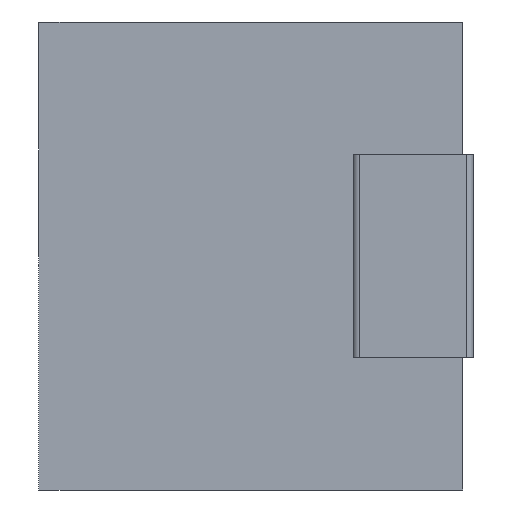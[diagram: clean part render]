
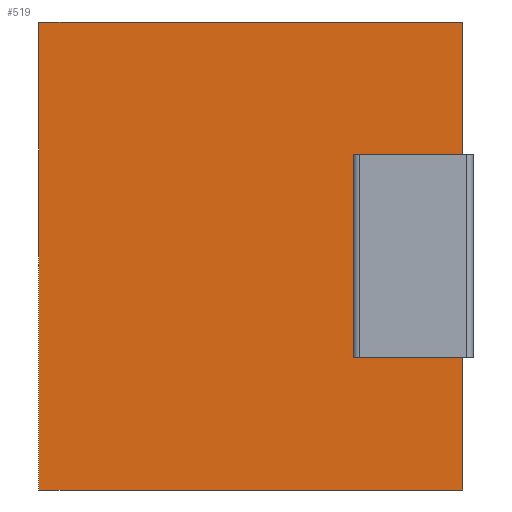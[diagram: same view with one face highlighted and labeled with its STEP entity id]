
A CAD part, left-side view. The second image highlights one B-rep face of the part: STEP entity #519.
In plain terms, the highlighted planar face has unit normal (-1, 0, 0).
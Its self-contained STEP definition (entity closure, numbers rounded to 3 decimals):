
#17=DIRECTION('',(0.,0.,1.));
#18=VECTOR('',#17,1.95);
#19=CARTESIAN_POINT('',(-7.9,0.,-3.45));
#20=LINE('',#19,#18);
#33=DIRECTION('',(0.,0.,1.));
#34=VECTOR('',#33,1.95);
#35=CARTESIAN_POINT('',(-7.9,0.,1.5));
#36=LINE('',#35,#34);
#119=DIRECTION('',(0.,1.,0.));
#120=VECTOR('',#119,6.25);
#121=CARTESIAN_POINT('',(-7.9,0.,3.45));
#122=LINE('',#121,#120);
#123=DIRECTION('',(0.,0.,1.));
#124=VECTOR('',#123,3.);
#125=CARTESIAN_POINT('',(-7.9,1.61,-1.5));
#126=LINE('',#125,#124);
#127=DIRECTION('',(0.,1.,0.));
#128=VECTOR('',#127,1.61);
#129=CARTESIAN_POINT('',(-7.9,0.,-1.5));
#130=LINE('',#129,#128);
#131=DIRECTION('',(0.,1.,0.));
#132=VECTOR('',#131,6.25);
#133=CARTESIAN_POINT('',(-7.9,0.,-3.45));
#134=LINE('',#133,#132);
#135=DIRECTION('',(0.,1.,0.));
#136=VECTOR('',#135,1.61);
#137=CARTESIAN_POINT('',(-7.9,0.,1.5));
#138=LINE('',#137,#136);
#237=DIRECTION('',(0.,0.,1.));
#238=VECTOR('',#237,6.9);
#239=CARTESIAN_POINT('',(-7.9,6.25,-3.45));
#240=LINE('',#239,#238);
#253=CARTESIAN_POINT('',(-7.9,0.,3.45));
#255=VERTEX_POINT('',#253);
#258=CARTESIAN_POINT('',(-7.9,0.,-3.45));
#260=VERTEX_POINT('',#258);
#261=CARTESIAN_POINT('',(-7.9,6.25,-3.45));
#262=CARTESIAN_POINT('',(-7.9,6.25,3.45));
#263=VERTEX_POINT('',#261);
#264=VERTEX_POINT('',#262);
#285=CARTESIAN_POINT('',(-7.9,0.,1.5));
#287=VERTEX_POINT('',#285);
#289=CARTESIAN_POINT('',(-7.9,0.,-1.5));
#291=VERTEX_POINT('',#289);
#325=CARTESIAN_POINT('',(-7.9,1.61,1.5));
#327=VERTEX_POINT('',#325);
#331=CARTESIAN_POINT('',(-7.9,1.61,-1.5));
#332=VERTEX_POINT('',#331);
#499=CARTESIAN_POINT('',(-7.9,0.,-3.45));
#500=DIRECTION('',(-1.,0.,0.));
#501=DIRECTION('',(0.,0.,1.));
#502=AXIS2_PLACEMENT_3D('',#499,#500,#501);
#503=PLANE('',#502);
#505=ORIENTED_EDGE('',*,*,#504,.F.);
#507=ORIENTED_EDGE('',*,*,#506,.F.);
#508=ORIENTED_EDGE('',*,*,#346,.F.);
#510=ORIENTED_EDGE('',*,*,#509,.T.);
#512=ORIENTED_EDGE('',*,*,#511,.T.);
#513=ORIENTED_EDGE('',*,*,#491,.F.);
#514=ORIENTED_EDGE('',*,*,#354,.F.);
#516=ORIENTED_EDGE('',*,*,#515,.T.);
#517=EDGE_LOOP('',(#505,#507,#508,#510,#512,#513,#514,#516));
#518=FACE_OUTER_BOUND('',#517,.F.);
#346=EDGE_CURVE('',#260,#291,#20,.T.);
#354=EDGE_CURVE('',#287,#255,#36,.T.);
#491=EDGE_CURVE('',#255,#264,#122,.T.);
#504=EDGE_CURVE('',#332,#327,#126,.T.);
#506=EDGE_CURVE('',#291,#332,#130,.T.);
#509=EDGE_CURVE('',#260,#263,#134,.T.);
#511=EDGE_CURVE('',#263,#264,#240,.T.);
#515=EDGE_CURVE('',#287,#327,#138,.T.);
#519=ADVANCED_FACE('',(#518),#503,.T.);
